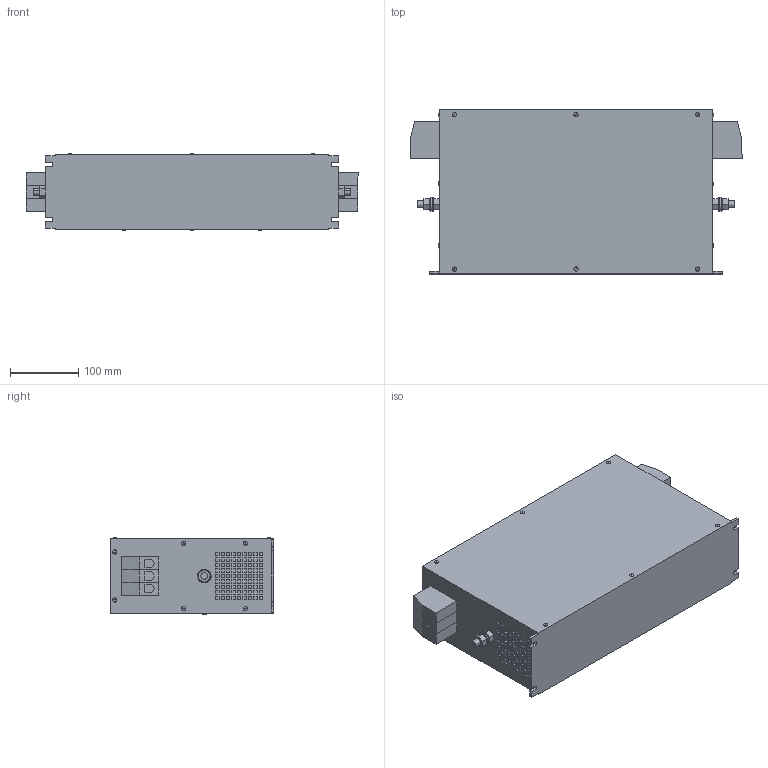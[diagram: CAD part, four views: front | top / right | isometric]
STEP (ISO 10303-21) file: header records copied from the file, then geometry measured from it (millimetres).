
FILE_DESCRIPTION (( 'STEP AP214' ), '1' );
FILE_NAME ('855556.STEP', '2024-04-09T09:23:24', ( '' ), ( '' ), 'SwSTEP 2.0', 'SolidWorks 2022', '' );
FILE_SCHEMA (( 'AUTOMOTIVE_DESIGN' ));
Length unit declared in the file: millimetre
Products named in the file (1): 855556
Bounding box: 486 x 240.05 x 112.74 mm (x, y, z)
Volume: 10813407.2 mm3; surface area: 379780.1 mm2
Topology: 1 solids, 19 shells, 2251 faces, 5354 edges, 3563 vertices
Faces by surface type: plane 2083, cylinder 126, sphere 42
Entity records: 63914 total; most frequent: CARTESIAN_POINT 11169, ORIENTED_EDGE 10708, DIRECTION 10214, EDGE_CURVE 5354, LINE 4998, VECTOR 4998, VERTEX_POINT 3563, EDGE_LOOP 2685
